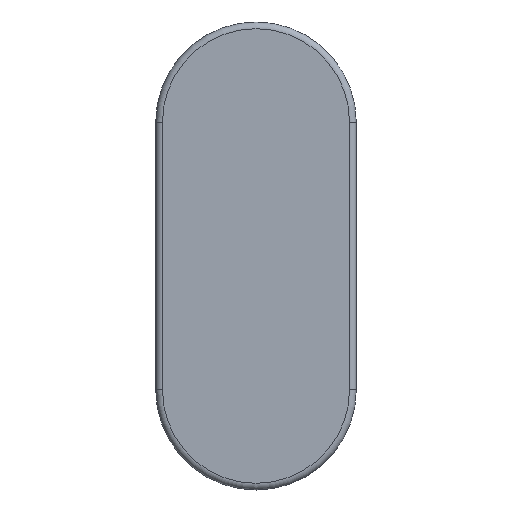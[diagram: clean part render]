
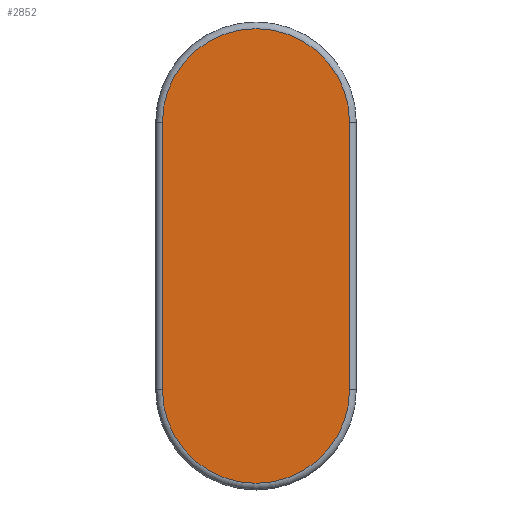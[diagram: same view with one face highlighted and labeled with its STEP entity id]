
A CAD part, left-side view. The second image highlights one B-rep face of the part: STEP entity #2852.
In plain terms, the highlighted face is planar.
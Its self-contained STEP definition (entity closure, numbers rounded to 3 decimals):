
#113=PLANE('',#3162);
#155=CIRCLE('',#3163,14.);
#156=CIRCLE('',#3164,14.);
#318=FACE_OUTER_BOUND('',#485,.T.);
#485=EDGE_LOOP('',(#2496,#2497,#2498,#2499));
#661=LINE('',#7311,#836);
#662=LINE('',#7314,#837);
#836=VECTOR('',#3789,2000.);
#837=VECTOR('',#3792,2000.);
#1279=VERTEX_POINT('',#7307);
#1280=VERTEX_POINT('',#7308);
#1281=VERTEX_POINT('',#7310);
#1282=VERTEX_POINT('',#7312);
#1691=EDGE_CURVE('',#1279,#1280,#155,.T.);
#1692=EDGE_CURVE('',#1280,#1281,#661,.T.);
#1693=EDGE_CURVE('',#1281,#1282,#156,.T.);
#1694=EDGE_CURVE('',#1282,#1279,#662,.T.);
#2496=ORIENTED_EDGE('',*,*,#1691,.T.);
#2497=ORIENTED_EDGE('',*,*,#1692,.T.);
#2498=ORIENTED_EDGE('',*,*,#1693,.T.);
#2499=ORIENTED_EDGE('',*,*,#1694,.T.);
#2852=ADVANCED_FACE('',(#318),#113,.T.);
#3162=AXIS2_PLACEMENT_3D('',#7306,#3785,#3786);
#3163=AXIS2_PLACEMENT_3D('',#7309,#3787,#3788);
#3164=AXIS2_PLACEMENT_3D('',#7313,#3790,#3791);
#3785=DIRECTION('center_axis',(1.,0.,0.));
#3786=DIRECTION('ref_axis',(0.,0.,-1.));
#3787=DIRECTION('center_axis',(1.,0.,0.));
#3788=DIRECTION('ref_axis',(0.,0.,-1.));
#3789=DIRECTION('',(0.,1.,0.));
#3790=DIRECTION('center_axis',(1.,0.,0.));
#3791=DIRECTION('ref_axis',(0.,0.,-1.));
#3792=DIRECTION('',(0.,-1.,0.));
#7306=CARTESIAN_POINT('Origin',(52.5,44.66,0.));
#7307=CARTESIAN_POINT('',(52.5,44.66,14.));
#7308=CARTESIAN_POINT('',(52.5,44.66,-14.));
#7309=CARTESIAN_POINT('Origin',(52.5,44.66,0.));
#7310=CARTESIAN_POINT('',(52.5,84.66,-14.));
#7311=CARTESIAN_POINT('',(52.5,84.66,-14.));
#7312=CARTESIAN_POINT('',(52.5,84.66,14.));
#7313=CARTESIAN_POINT('Origin',(52.5,84.66,0.));
#7314=CARTESIAN_POINT('',(52.5,44.66,14.));
